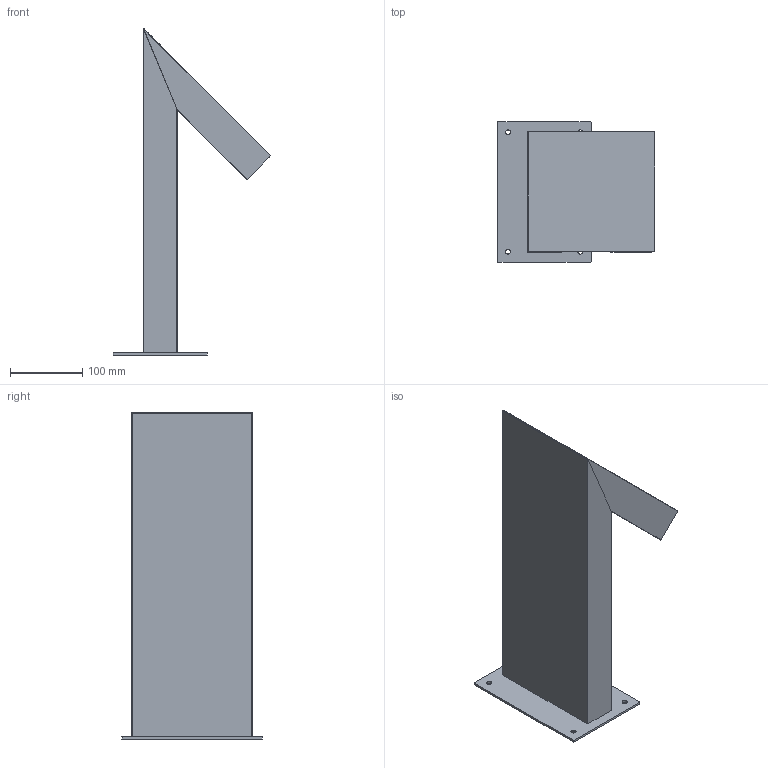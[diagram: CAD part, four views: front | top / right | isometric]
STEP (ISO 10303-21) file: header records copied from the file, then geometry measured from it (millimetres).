
FILE_DESCRIPTION(/* description */ (''),/* implementation_level */ '2;1');
FILE_NAME(/* name */ 'Chilone_450_3D d',/* time_stamp */ '2012-02-09T15:17:24+01:00',/* author */ (''),/* organization */ (''),/* preprocessor_version */ 'ST-DEVELOPER v10',/* originating_system */ '',/* authorisation */ '');
FILE_SCHEMA (('CONFIG_CONTROL_DESIGN'));
Length unit declared in the file: millimetre
Products named in the file (1): 1
Bounding box: 218.31 x 195 x 451.54 mm (x, y, z)
Volume: 237974.6 mm3; surface area: 397131 mm2
Topology: 2 solids, 7 shells, 73 faces, 203 edges, 136 vertices
Faces by surface type: bspline 49, plane 24
Entity records: 2805 total; most frequent: CARTESIAN_POINT 1564, ORIENTED_EDGE 354, EDGE_CURVE 201, VERTEX_POINT 136, B_SPLINE_CURVE_WITH_KNOTS 119, EDGE_LOOP 86, ADVANCED_FACE 73, FACE_OUTER_BOUND 73
